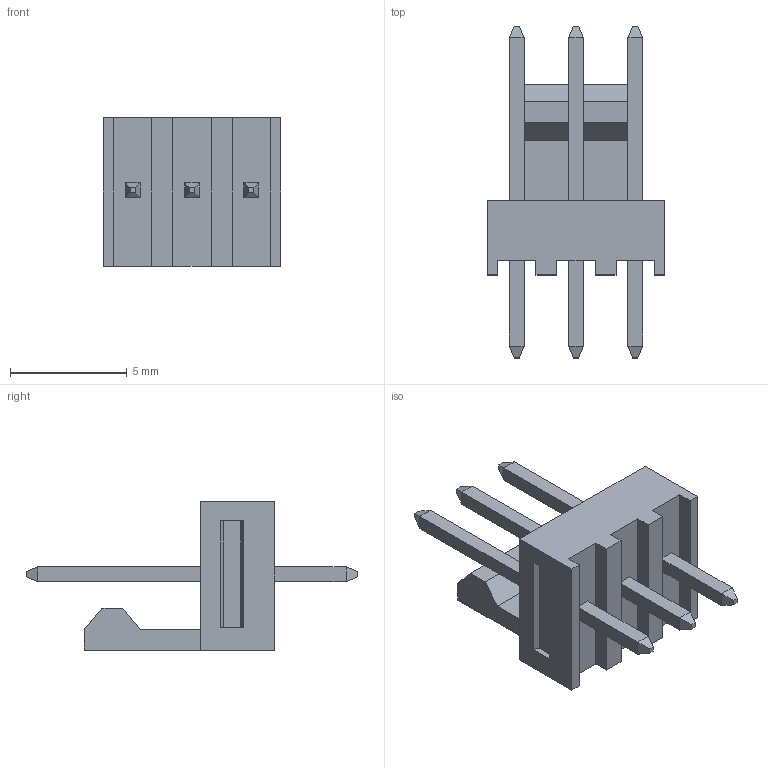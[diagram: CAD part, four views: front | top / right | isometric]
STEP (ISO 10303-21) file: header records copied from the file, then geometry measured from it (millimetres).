
FILE_DESCRIPTION(('STEP AP242'),'1');
FILE_NAME('22-11-2032.stp','2021-03-12T13:08:22',('TraceParts'),('TraceParts S.A.'),'Spatial InterOp 3D',' ',' ');
FILE_SCHEMA(('AP242_MANAGED_MODEL_BASED_3D_ENGINEERING_MIM_LF {1 0 10303 442 1 1 4}'));
Length unit declared in the file: millimetre
Products named in the file (1): 22-11-2032_1
Bounding box: 7.62 x 14.22 x 6.35 mm (x, y, z)
Volume: 175.3 mm3; surface area: 359 mm2
Topology: 1 solids, 1 shells, 89 faces, 219 edges, 146 vertices
Faces by surface type: plane 89
Entity records: 2565 total; most frequent: CARTESIAN_POINT 444, ORIENTED_EDGE 426, DIRECTION 407, EDGE_CURVE 213, LINE 213, VECTOR 213, VERTEX_POINT 134, AXIS2_PLACEMENT_3D 97
